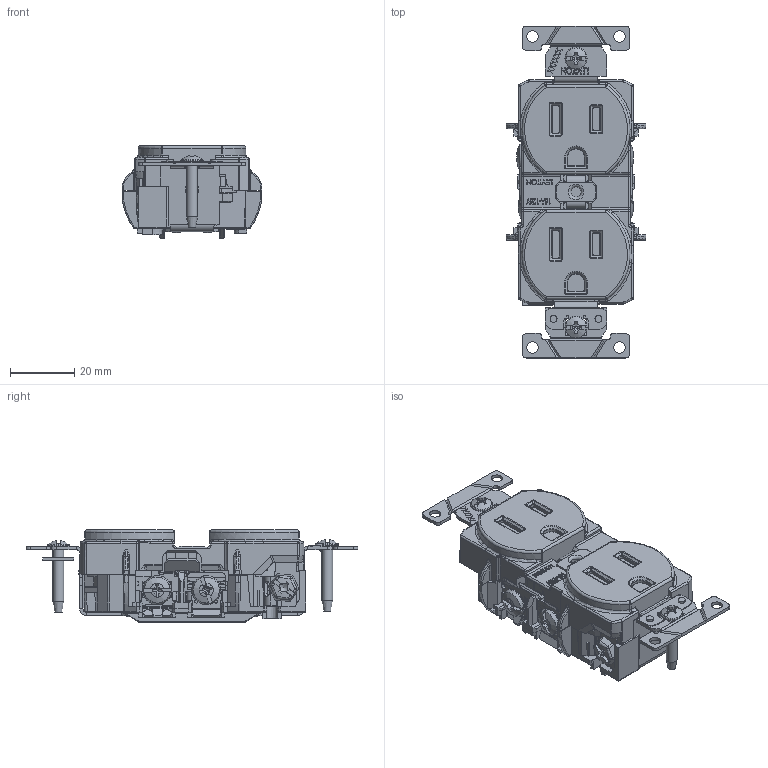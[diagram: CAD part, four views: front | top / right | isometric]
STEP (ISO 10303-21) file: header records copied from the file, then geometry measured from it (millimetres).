
FILE_DESCRIPTION (( 'STEP AP214' ), '1' );
FILE_NAME ('CATSTD-05242-00X-M01.STEP', '2022-01-06T19:22:23', ( '' ), ( '' ), 'SwSTEP 2.0', 'SolidWorks 2020', '' );
FILE_SCHEMA (( 'AUTOMOTIVE_DESIGN' ));
Length unit declared in the file: inch
Products named in the file (1): CATSTD-05242-00X-M01
Bounding box: 43.43 x 103.17 x 28.73 mm (x, y, z)
Volume: 56614.7 mm3; surface area: 21843.6 mm2
Topology: 6 solids, 72 shells, 4710 faces, 12438 edges, 7972 vertices
Faces by surface type: plane 3022, cylinder 768, bspline 723, sphere 73, cone 72, torus 52
Full cylindrical faces by diameter (mm): 1.016 x12, 1.397 x2, 2.184 x2, 2.858 x1, 2.876 x1, 3.175 x1, 3.311 x1, 3.378 x1, 3.404 x2, 3.505 x2, 3.556 x4, 3.988 x2, 4.166 x5, 4.623 x2, 4.953 x3, 5.207 x1, 6.858 x2
Entity records: 266073 total; most frequent: CARTESIAN_POINT 98909, ORIENTED_EDGE 24518, DIRECTION 19374, EDGE_CURVE 12259, LINE 8384, VECTOR 8384, VERTEX_POINT 7902, AXIS2_PLACEMENT_3D 5495
